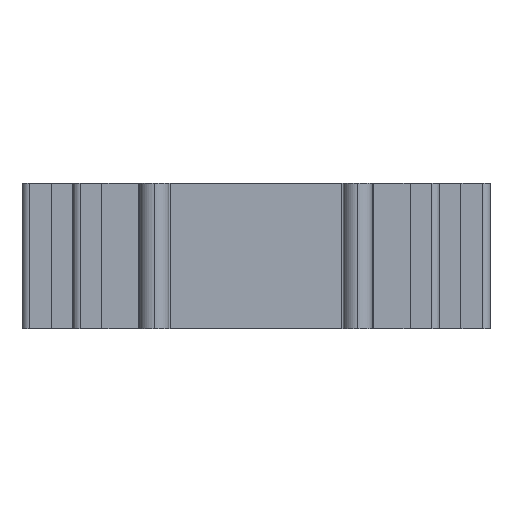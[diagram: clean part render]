
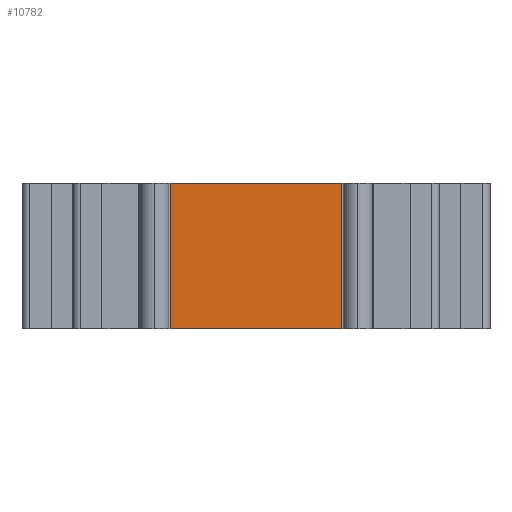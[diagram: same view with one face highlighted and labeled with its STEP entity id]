
A CAD part, left-side view. The second image highlights one B-rep face of the part: STEP entity #10782.
In plain terms, the highlighted planar face has unit normal (-1, 0, 0).
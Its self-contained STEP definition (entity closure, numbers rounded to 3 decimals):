
#262 = LINE ( 'NONE', #5383, #1318 ) ;
#268 = EDGE_CURVE ( 'NONE', #833, #6119, #262, .T. ) ;
#723 = EDGE_CURVE ( 'NONE', #8860, #9462, #4659, .T. ) ;
#833 = VERTEX_POINT ( 'NONE', #3074 ) ;
#1224 = LINE ( 'NONE', #4510, #5736 ) ;
#1273 = DIRECTION ( 'NONE',  ( 0., 0., -1. ) ) ;
#1318 = VECTOR ( 'NONE', #3592, 1000. ) ;
#1442 = LINE ( 'NONE', #8992, #9055 ) ;
#1476 = DIRECTION ( 'NONE',  ( 1., 0., 0. ) ) ;
#1537 = ORIENTED_EDGE ( 'NONE', *, *, #2399, .F. ) ;
#2054 = DIRECTION ( 'NONE',  ( 0., -1., 0. ) ) ;
#2399 = EDGE_CURVE ( 'NONE', #8860, #833, #1224, .T. ) ;
#2495 = EDGE_CURVE ( 'NONE', #9462, #6119, #1442, .T. ) ;
#3069 = VECTOR ( 'NONE', #3829, 1000. ) ;
#3074 = CARTESIAN_POINT ( 'NONE',  ( 6.167, 9.1, 10. ) ) ;
#3592 = DIRECTION ( 'NONE',  ( 0., 0., -1. ) ) ;
#3829 = DIRECTION ( 'NONE',  ( 0., 0., -1. ) ) ;
#3996 = CARTESIAN_POINT ( 'NONE',  ( 6.167, 20.9, 10. ) ) ;
#4037 = PLANE ( 'NONE',  #8402 ) ;
#4459 = ORIENTED_EDGE ( 'NONE', *, *, #268, .F. ) ;
#4510 = CARTESIAN_POINT ( 'NONE',  ( 6.167, 20.9, 10. ) ) ;
#4659 = LINE ( 'NONE', #3996, #3069 ) ;
#4816 = CARTESIAN_POINT ( 'NONE',  ( 6.167, 20.9, 10. ) ) ;
#5383 = CARTESIAN_POINT ( 'NONE',  ( 6.167, 9.1, 10. ) ) ;
#5736 = VECTOR ( 'NONE', #2054, 1000. ) ;
#6119 = VERTEX_POINT ( 'NONE', #7700 ) ;
#7054 = ORIENTED_EDGE ( 'NONE', *, *, #2495, .T. ) ;
#7379 = FACE_OUTER_BOUND ( 'NONE', #10398, .T. ) ;
#7700 = CARTESIAN_POINT ( 'NONE',  ( 6.167, 9.1, 0. ) ) ;
#8402 = AXIS2_PLACEMENT_3D ( 'NONE', #4816, #1476, #1273 ) ;
#8407 = ORIENTED_EDGE ( 'NONE', *, *, #723, .T. ) ;
#8740 = CARTESIAN_POINT ( 'NONE',  ( 6.167, 20.9, 0. ) ) ;
#8860 = VERTEX_POINT ( 'NONE', #10369 ) ;
#8992 = CARTESIAN_POINT ( 'NONE',  ( 6.167, 20.9, 0. ) ) ;
#9055 = VECTOR ( 'NONE', #9702, 1000. ) ;
#9462 = VERTEX_POINT ( 'NONE', #8740 ) ;
#9702 = DIRECTION ( 'NONE',  ( 0., -1., 0. ) ) ;
#10369 = CARTESIAN_POINT ( 'NONE',  ( 6.167, 20.9, 10. ) ) ;
#10398 = EDGE_LOOP ( 'NONE', ( #7054, #4459, #1537, #8407 ) ) ;
#10782 = ADVANCED_FACE ( 'NONE', ( #7379 ), #4037, .F. ) ;
